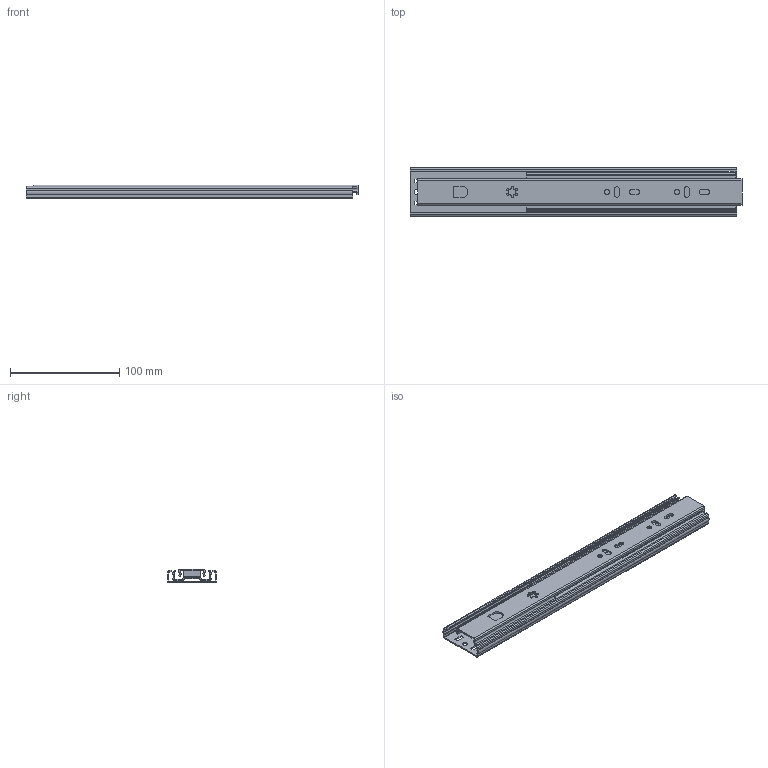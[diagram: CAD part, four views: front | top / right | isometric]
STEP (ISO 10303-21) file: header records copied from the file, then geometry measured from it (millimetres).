
FILE_DESCRIPTION (( 'STEP AP214' ), '1' );
FILE_NAME ('F000815-CLOSED_3D.step', '2022-06-06T12:53:24', ( '' ), ( '' ), 'SwSTEP 2.0', 'SolidWorks 2020', '' );
FILE_SCHEMA (( 'AUTOMOTIVE_DESIGN' ));
Length unit declared in the file: millimetre
Products named in the file (4): F000815-CLOSED_3D; NB58,NB51-STREDNI-300; NB51-VNITRNI-300; NB51-VNEJSI-300
Assembly tree (3 placements, depth 2):
  F000815-CLOSED_3D
    NB51-VNEJSI-300
    NB51-VNITRNI-300
    NB58,NB51-STREDNI-300
Bounding box: 304 x 45.7 x 12.7 mm (x, y, z)
Volume: 51009.4 mm3; surface area: 83139 mm2
Topology: 3 solids, 3 shells, 241 faces, 705 edges, 470 vertices
Faces by surface type: plane 105, cylinder 72, bspline 64
Entity records: 8585 total; most frequent: CARTESIAN_POINT 2254, ORIENTED_EDGE 1410, DIRECTION 1087, EDGE_CURVE 705, VERTEX_POINT 470, LINE 433, VECTOR 433, AXIS2_PLACEMENT_3D 327
